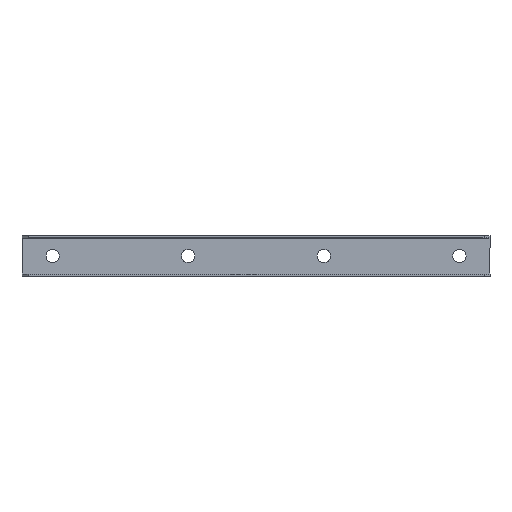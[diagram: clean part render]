
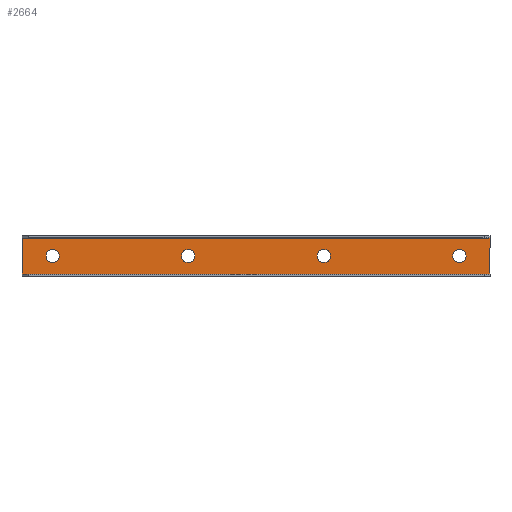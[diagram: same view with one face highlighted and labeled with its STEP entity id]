
A CAD part, left-side view. The second image highlights one B-rep face of the part: STEP entity #2664.
In plain terms, the highlighted planar face has unit normal (-1, 0, 0).
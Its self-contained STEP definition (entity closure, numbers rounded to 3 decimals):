
#5 = CIRCLE ( 'NONE', #1511, 5.5 ) ;
#22 = DIRECTION ( 'NONE',  ( 0., 0., 1. ) ) ;
#101 = ORIENTED_EDGE ( 'NONE', *, *, #632, .F. ) ;
#116 = EDGE_CURVE ( 'NONE', #149, #313, #2687, .T. ) ;
#149 = VERTEX_POINT ( 'NONE', #2857 ) ;
#155 = CARTESIAN_POINT ( 'NONE',  ( 13.5, 219., -5.5 ) ) ;
#185 = DIRECTION ( 'NONE',  ( 0., 0., 1. ) ) ;
#203 = CARTESIAN_POINT ( 'NONE',  ( 13.5, -7., -5.5 ) ) ;
#220 = VERTEX_POINT ( 'NONE', #2538 ) ;
#243 = CARTESIAN_POINT ( 'NONE',  ( 13.5, 244.5, 13. ) ) ;
#293 = ORIENTED_EDGE ( 'NONE', *, *, #1675, .T. ) ;
#296 = ORIENTED_EDGE ( 'NONE', *, *, #360, .F. ) ;
#313 = VERTEX_POINT ( 'NONE', #1911 ) ;
#342 = DIRECTION ( 'NONE',  ( 0., 0., 1. ) ) ;
#360 = EDGE_CURVE ( 'NONE', #951, #448, #2104, .T. ) ;
#378 = ORIENTED_EDGE ( 'NONE', *, *, #1139, .T. ) ;
#390 = VERTEX_POINT ( 'NONE', #840 ) ;
#393 = ORIENTED_EDGE ( 'NONE', *, *, #1656, .F. ) ;
#395 = CARTESIAN_POINT ( 'NONE',  ( 13.5, -145.5, 14. ) ) ;
#420 = DIRECTION ( 'NONE',  ( 0., 1., 0. ) ) ;
#424 = DIRECTION ( 'NONE',  ( 0., 0., 1. ) ) ;
#448 = VERTEX_POINT ( 'NONE', #2470 ) ;
#462 = FACE_BOUND ( 'NONE', #2222, .T. ) ;
#477 = DIRECTION ( 'NONE',  ( 0., 0., 1. ) ) ;
#484 = CARTESIAN_POINT ( 'NONE',  ( 13.5, 219., 5.5 ) ) ;
#496 = ORIENTED_EDGE ( 'NONE', *, *, #1462, .F. ) ;
#522 = CARTESIAN_POINT ( 'NONE',  ( 13.5, -145.5, 0. ) ) ;
#565 = DIRECTION ( 'NONE',  ( 0., 0., 1. ) ) ;
#583 = AXIS2_PLACEMENT_3D ( 'NONE', #2487, #1487, #1754 ) ;
#624 = EDGE_CURVE ( 'NONE', #220, #313, #1983, .T. ) ;
#632 = EDGE_CURVE ( 'NONE', #1573, #1717, #845, .T. ) ;
#657 = DIRECTION ( 'NONE',  ( 0., 0., 1. ) ) ;
#673 = CARTESIAN_POINT ( 'NONE',  ( 13.5, 0., 0. ) ) ;
#680 = EDGE_CURVE ( 'NONE', #997, #1674, #2781, .T. ) ;
#728 = EDGE_CURVE ( 'NONE', #390, #2765, #5, .T. ) ;
#776 = CARTESIAN_POINT ( 'NONE',  ( 13.5, -145.5, -14. ) ) ;
#779 = DIRECTION ( 'NONE',  ( -1., 0., 0. ) ) ;
#803 = EDGE_LOOP ( 'NONE', ( #873, #393 ) ) ;
#821 = AXIS2_PLACEMENT_3D ( 'NONE', #673, #2031, #22 ) ;
#840 = CARTESIAN_POINT ( 'NONE',  ( 13.5, -120., -5.5 ) ) ;
#845 = CIRCLE ( 'NONE', #1269, 5.5 ) ;
#848 = DIRECTION ( 'NONE',  ( 0., 0., 1. ) ) ;
#866 = ORIENTED_EDGE ( 'NONE', *, *, #1247, .F. ) ;
#873 = ORIENTED_EDGE ( 'NONE', *, *, #728, .F. ) ;
#890 = EDGE_LOOP ( 'NONE', ( #2549, #296 ) ) ;
#895 = CARTESIAN_POINT ( 'NONE',  ( 13.5, -120., 0. ) ) ;
#921 = DIRECTION ( 'NONE',  ( 0., 0., -1. ) ) ;
#923 = FACE_BOUND ( 'NONE', #2624, .T. ) ;
#939 = CIRCLE ( 'NONE', #2593, 5.5 ) ;
#951 = VERTEX_POINT ( 'NONE', #1836 ) ;
#952 = EDGE_CURVE ( 'NONE', #1383, #149, #1790, .T. ) ;
#982 = AXIS2_PLACEMENT_3D ( 'NONE', #2184, #1243, #185 ) ;
#997 = VERTEX_POINT ( 'NONE', #776 ) ;
#1105 = DIRECTION ( 'NONE',  ( -1., 0., 0. ) ) ;
#1116 = DIRECTION ( 'NONE',  ( 0., 1., 0. ) ) ;
#1137 = PLANE ( 'NONE',  #821 ) ;
#1139 = EDGE_CURVE ( 'NONE', #1560, #220, #2895, .T. ) ;
#1146 = CARTESIAN_POINT ( 'NONE',  ( 13.5, -145.5, -15. ) ) ;
#1160 = DIRECTION ( 'NONE',  ( -1., 0., 0. ) ) ;
#1210 = VERTEX_POINT ( 'NONE', #203 ) ;
#1243 = DIRECTION ( 'NONE',  ( -1., 0., 0. ) ) ;
#1247 = EDGE_CURVE ( 'NONE', #2065, #1210, #2023, .T. ) ;
#1261 = AXIS2_PLACEMENT_3D ( 'NONE', #1783, #1105, #657 ) ;
#1269 = AXIS2_PLACEMENT_3D ( 'NONE', #1845, #1418, #1278 ) ;
#1277 = ORIENTED_EDGE ( 'NONE', *, *, #2204, .F. ) ;
#1278 = DIRECTION ( 'NONE',  ( 0., 0., 1. ) ) ;
#1293 = EDGE_CURVE ( 'NONE', #1674, #1495, #2244, .T. ) ;
#1374 = VECTOR ( 'NONE', #477, 1000. ) ;
#1383 = VERTEX_POINT ( 'NONE', #1954 ) ;
#1418 = DIRECTION ( 'NONE',  ( -1., 0., 0. ) ) ;
#1437 = DIRECTION ( 'NONE',  ( 0., 0., -1. ) ) ;
#1462 = EDGE_CURVE ( 'NONE', #1717, #1573, #939, .T. ) ;
#1487 = DIRECTION ( 'NONE',  ( -1., 0., 0. ) ) ;
#1495 = VERTEX_POINT ( 'NONE', #2629 ) ;
#1511 = AXIS2_PLACEMENT_3D ( 'NONE', #2809, #779, #342 ) ;
#1547 = CARTESIAN_POINT ( 'NONE',  ( 13.5, 0., -15. ) ) ;
#1560 = VERTEX_POINT ( 'NONE', #395 ) ;
#1573 = VERTEX_POINT ( 'NONE', #155 ) ;
#1585 = CARTESIAN_POINT ( 'NONE',  ( 13.5, -7., 0. ) ) ;
#1656 = EDGE_CURVE ( 'NONE', #2765, #390, #2829, .T. ) ;
#1674 = VERTEX_POINT ( 'NONE', #1146 ) ;
#1675 = EDGE_CURVE ( 'NONE', #1383, #1495, #2283, .T. ) ;
#1684 = VECTOR ( 'NONE', #1437, 1000. ) ;
#1689 = CARTESIAN_POINT ( 'NONE',  ( 13.5, 219., 0. ) ) ;
#1717 = VERTEX_POINT ( 'NONE', #484 ) ;
#1754 = DIRECTION ( 'NONE',  ( 0., 0., 1. ) ) ;
#1783 = CARTESIAN_POINT ( 'NONE',  ( 13.5, -7., 0. ) ) ;
#1790 = LINE ( 'NONE', #243, #1374 ) ;
#1798 = FACE_BOUND ( 'NONE', #803, .T. ) ;
#1818 = DIRECTION ( 'NONE',  ( -1., 0., 0. ) ) ;
#1830 = VECTOR ( 'NONE', #921, 1000. ) ;
#1836 = CARTESIAN_POINT ( 'NONE',  ( 13.5, 106., 5.5 ) ) ;
#1845 = CARTESIAN_POINT ( 'NONE',  ( 13.5, 219., 0. ) ) ;
#1850 = ORIENTED_EDGE ( 'NONE', *, *, #952, .F. ) ;
#1872 = CARTESIAN_POINT ( 'NONE',  ( 13.5, -7., 5.5 ) ) ;
#1890 = ORIENTED_EDGE ( 'NONE', *, *, #1981, .F. ) ;
#1896 = CARTESIAN_POINT ( 'NONE',  ( 13.5, -120., 5.5 ) ) ;
#1911 = CARTESIAN_POINT ( 'NONE',  ( 13.5, 244.5, 15. ) ) ;
#1919 = AXIS2_PLACEMENT_3D ( 'NONE', #895, #1160, #2905 ) ;
#1920 = VECTOR ( 'NONE', #420, 1000. ) ;
#1954 = CARTESIAN_POINT ( 'NONE',  ( 13.5, 244.5, -14. ) ) ;
#1981 = EDGE_CURVE ( 'NONE', #1560, #997, #2711, .T. ) ;
#1983 = LINE ( 'NONE', #2673, #1920 ) ;
#2017 = FACE_BOUND ( 'NONE', #890, .T. ) ;
#2023 = CIRCLE ( 'NONE', #2117, 5.5 ) ;
#2025 = EDGE_LOOP ( 'NONE', ( #1850, #293, #2674, #2361, #1890, #378, #2068, #2912 ) ) ;
#2031 = DIRECTION ( 'NONE',  ( -1., 0., 0. ) ) ;
#2065 = VERTEX_POINT ( 'NONE', #1872 ) ;
#2068 = ORIENTED_EDGE ( 'NONE', *, *, #624, .T. ) ;
#2104 = CIRCLE ( 'NONE', #982, 5.5 ) ;
#2117 = AXIS2_PLACEMENT_3D ( 'NONE', #1585, #1818, #2735 ) ;
#2184 = CARTESIAN_POINT ( 'NONE',  ( 13.5, 106., 0. ) ) ;
#2204 = EDGE_CURVE ( 'NONE', #1210, #2065, #2866, .T. ) ;
#2222 = EDGE_LOOP ( 'NONE', ( #101, #496 ) ) ;
#2244 = LINE ( 'NONE', #1547, #2740 ) ;
#2283 = LINE ( 'NONE', #2746, #1830 ) ;
#2332 = CARTESIAN_POINT ( 'NONE',  ( 13.5, -145.5, -15. ) ) ;
#2361 = ORIENTED_EDGE ( 'NONE', *, *, #680, .F. ) ;
#2470 = CARTESIAN_POINT ( 'NONE',  ( 13.5, 106., -5.5 ) ) ;
#2487 = CARTESIAN_POINT ( 'NONE',  ( 13.5, 106., 0. ) ) ;
#2498 = VECTOR ( 'NONE', #424, 1000. ) ;
#2535 = DIRECTION ( 'NONE',  ( 0., 0., -1. ) ) ;
#2538 = CARTESIAN_POINT ( 'NONE',  ( 13.5, -145.5, 15. ) ) ;
#2549 = ORIENTED_EDGE ( 'NONE', *, *, #2842, .F. ) ;
#2593 = AXIS2_PLACEMENT_3D ( 'NONE', #1689, #2598, #565 ) ;
#2598 = DIRECTION ( 'NONE',  ( -1., 0., 0. ) ) ;
#2624 = EDGE_LOOP ( 'NONE', ( #1277, #866 ) ) ;
#2629 = CARTESIAN_POINT ( 'NONE',  ( 13.5, 244.5, -15. ) ) ;
#2664 = ADVANCED_FACE ( 'NONE', ( #2017, #923, #1798, #462, #2707 ), #1137, .T. ) ;
#2671 = CARTESIAN_POINT ( 'NONE',  ( 13.5, 244.5, 0. ) ) ;
#2673 = CARTESIAN_POINT ( 'NONE',  ( 13.5, 0., 15. ) ) ;
#2674 = ORIENTED_EDGE ( 'NONE', *, *, #1293, .F. ) ;
#2677 = CARTESIAN_POINT ( 'NONE',  ( 13.5, -145.5, 14. ) ) ;
#2687 = LINE ( 'NONE', #2671, #2689 ) ;
#2689 = VECTOR ( 'NONE', #848, 1000. ) ;
#2707 = FACE_OUTER_BOUND ( 'NONE', #2025, .T. ) ;
#2711 = LINE ( 'NONE', #2332, #2876 ) ;
#2715 = CIRCLE ( 'NONE', #583, 5.5 ) ;
#2735 = DIRECTION ( 'NONE',  ( 0., 0., 1. ) ) ;
#2740 = VECTOR ( 'NONE', #1116, 1000. ) ;
#2746 = CARTESIAN_POINT ( 'NONE',  ( 13.5, 244.5, -14. ) ) ;
#2765 = VERTEX_POINT ( 'NONE', #1896 ) ;
#2781 = LINE ( 'NONE', #522, #1684 ) ;
#2809 = CARTESIAN_POINT ( 'NONE',  ( 13.5, -120., 0. ) ) ;
#2829 = CIRCLE ( 'NONE', #1919, 5.5 ) ;
#2842 = EDGE_CURVE ( 'NONE', #448, #951, #2715, .T. ) ;
#2857 = CARTESIAN_POINT ( 'NONE',  ( 13.5, 244.5, 14. ) ) ;
#2866 = CIRCLE ( 'NONE', #1261, 5.5 ) ;
#2876 = VECTOR ( 'NONE', #2535, 1000. ) ;
#2895 = LINE ( 'NONE', #2677, #2498 ) ;
#2905 = DIRECTION ( 'NONE',  ( 0., 0., 1. ) ) ;
#2912 = ORIENTED_EDGE ( 'NONE', *, *, #116, .F. ) ;
